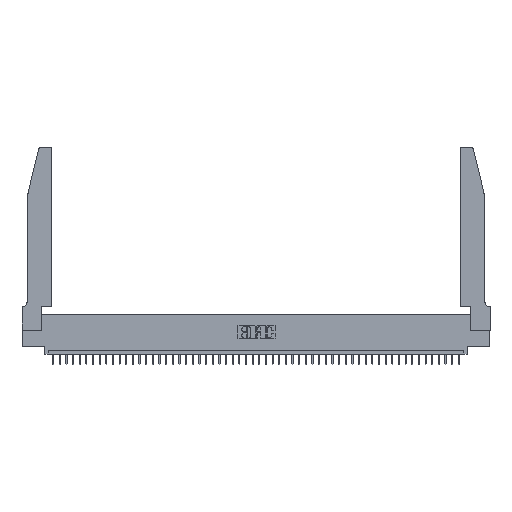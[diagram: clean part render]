
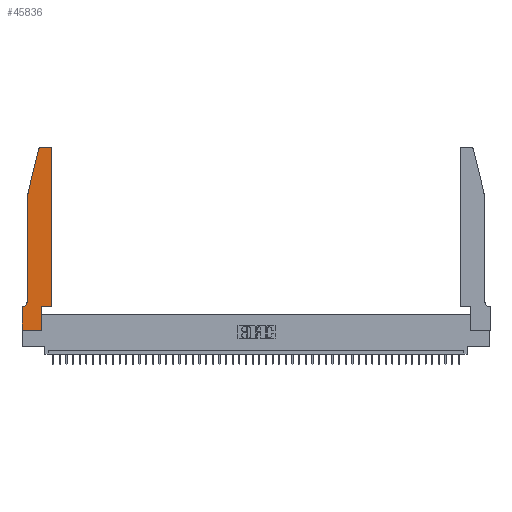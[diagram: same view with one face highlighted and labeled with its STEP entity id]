
A CAD part, top view. The second image highlights one B-rep face of the part: STEP entity #45836.
In plain terms, the highlighted planar face has unit normal (0, 0, 1).
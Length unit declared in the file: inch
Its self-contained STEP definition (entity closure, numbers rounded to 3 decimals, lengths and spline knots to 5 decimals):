
#263 = CARTESIAN_POINT ( 'NONE',  ( 0.2865, 0.35, 0.37 ) ) ;
#413 = ORIENTED_EDGE ( 'NONE', *, *, #45103, .T. ) ;
#1042 = VECTOR ( 'NONE', #3726, 39.37008 ) ;
#1128 = CARTESIAN_POINT ( 'NONE',  ( 0.4505, 0.35, 0.37 ) ) ;
#1478 = CARTESIAN_POINT ( 'NONE',  ( 0., 0., 0.37 ) ) ;
#1555 = EDGE_LOOP ( 'NONE', ( #413, #25552, #19320, #38652, #29260, #42852, #47990, #44982, #36826, #33195, #38220, #26803 ) ) ;
#1601 = VERTEX_POINT ( 'NONE', #40700 ) ;
#2599 = EDGE_CURVE ( 'NONE', #1601, #48484, #40934, .T. ) ;
#2695 = LINE ( 'NONE', #48583, #15799 ) ;
#2887 = DIRECTION ( 'NONE',  ( 0., -1., 0. ) ) ;
#3115 = AXIS2_PLACEMENT_3D ( 'NONE', #6451, #31036, #35155 ) ;
#3726 = DIRECTION ( 'NONE',  ( -1., 0., 0. ) ) ;
#4480 = EDGE_CURVE ( 'NONE', #24406, #48108, #47769, .T. ) ;
#4747 = VECTOR ( 'NONE', #35672, 39.37008 ) ;
#5828 = CARTESIAN_POINT ( 'NONE',  ( 0.284, 2.75, 0.37 ) ) ;
#6055 = CARTESIAN_POINT ( 'NONE',  ( 0.0755, 0.42, 0.37 ) ) ;
#6451 = CARTESIAN_POINT ( 'NONE',  ( 0.4205, 2.72, 0.37 ) ) ;
#6949 = DIRECTION ( 'NONE',  ( 0., 1., 0. ) ) ;
#8155 = LINE ( 'NONE', #1128, #40708 ) ;
#8790 = VERTEX_POINT ( 'NONE', #5828 ) ;
#9352 = DIRECTION ( 'NONE',  ( 1., 0., 0. ) ) ;
#9797 = CARTESIAN_POINT ( 'NONE',  ( 0.0055, 0.42, 0.37 ) ) ;
#10116 = DIRECTION ( 'NONE',  ( 1., 0., 0. ) ) ;
#10385 = LINE ( 'NONE', #20127, #12128 ) ;
#10640 = CARTESIAN_POINT ( 'NONE',  ( 0., 0., 0.37 ) ) ;
#11748 = VERTEX_POINT ( 'NONE', #44468 ) ;
#12128 = VECTOR ( 'NONE', #2887, 39.37008 ) ;
#12165 = CARTESIAN_POINT ( 'NONE',  ( 0.0755, 2., 0.37 ) ) ;
#12938 = CARTESIAN_POINT ( 'NONE',  ( 0.0755, 2., 0.37 ) ) ;
#12944 = EDGE_CURVE ( 'NONE', #21039, #33180, #10385, .T. ) ;
#15214 = EDGE_CURVE ( 'NONE', #8790, #16392, #23122, .T. ) ;
#15789 = DIRECTION ( 'NONE',  ( 0., 1., 0. ) ) ;
#15799 = VECTOR ( 'NONE', #6949, 39.37008 ) ;
#15929 = FACE_OUTER_BOUND ( 'NONE', #1555, .T. ) ;
#16280 = CARTESIAN_POINT ( 'NONE',  ( 0., 0., 0.37 ) ) ;
#16346 = AXIS2_PLACEMENT_3D ( 'NONE', #33463, #44219, #44570 ) ;
#16392 = VERTEX_POINT ( 'NONE', #39960 ) ;
#17279 = EDGE_CURVE ( 'NONE', #33180, #11748, #38691, .T. ) ;
#18873 = DIRECTION ( 'NONE',  ( 0., 0., 1. ) ) ;
#19320 = ORIENTED_EDGE ( 'NONE', *, *, #34119, .T. ) ;
#20127 = CARTESIAN_POINT ( 'NONE',  ( 0.0755, 2., 0.37 ) ) ;
#21039 = VERTEX_POINT ( 'NONE', #12938 ) ;
#21269 = LINE ( 'NONE', #37835, #1042 ) ;
#21312 = CARTESIAN_POINT ( 'NONE',  ( 0.4505, 0.35, 0.37 ) ) ;
#22190 = DIRECTION ( 'NONE',  ( 1., 0., 0. ) ) ;
#22572 = VECTOR ( 'NONE', #15789, 39.37008 ) ;
#23122 = CIRCLE ( 'NONE', #37540, 0.03 ) ;
#24076 = EDGE_CURVE ( 'NONE', #48484, #25875, #8155, .T. ) ;
#24406 = VERTEX_POINT ( 'NONE', #24496 ) ;
#24496 = CARTESIAN_POINT ( 'NONE',  ( 0.4505, 2.72, 0.37 ) ) ;
#24736 = CARTESIAN_POINT ( 'NONE',  ( 0.2865, 0.35, 0.37 ) ) ;
#25552 = ORIENTED_EDGE ( 'NONE', *, *, #15214, .T. ) ;
#25875 = VERTEX_POINT ( 'NONE', #21312 ) ;
#26158 = VERTEX_POINT ( 'NONE', #42752 ) ;
#26183 = VECTOR ( 'NONE', #31132, 39.37008 ) ;
#26803 = ORIENTED_EDGE ( 'NONE', *, *, #4480, .T. ) ;
#29260 = ORIENTED_EDGE ( 'NONE', *, *, #17279, .T. ) ;
#29659 = LINE ( 'NONE', #31865, #4747 ) ;
#30399 = CARTESIAN_POINT ( 'NONE',  ( 0.284, 2.72, 0.37 ) ) ;
#31036 = DIRECTION ( 'NONE',  ( 0., 0., 1. ) ) ;
#31132 = DIRECTION ( 'NONE',  ( -0.239, -0.971, 0. ) ) ;
#31148 = EDGE_CURVE ( 'NONE', #11748, #26158, #21269, .T. ) ;
#31622 = LINE ( 'NONE', #10640, #41707 ) ;
#31865 = CARTESIAN_POINT ( 'NONE',  ( 0.2605, 2.75, 0.37 ) ) ;
#31923 = LINE ( 'NONE', #16280, #36683 ) ;
#31966 = AXIS2_PLACEMENT_3D ( 'NONE', #9797, #32904, #47450 ) ;
#32904 = DIRECTION ( 'NONE',  ( 0., 0., -1. ) ) ;
#33180 = VERTEX_POINT ( 'NONE', #6055 ) ;
#33195 = ORIENTED_EDGE ( 'NONE', *, *, #24076, .T. ) ;
#33463 = CARTESIAN_POINT ( 'NONE',  ( 0., 0.35, 0.37 ) ) ;
#34119 = EDGE_CURVE ( 'NONE', #16392, #21039, #46246, .T. ) ;
#35155 = DIRECTION ( 'NONE',  ( 1., 0., 0. ) ) ;
#35672 = DIRECTION ( 'NONE',  ( -1., 0., 0. ) ) ;
#36683 = VECTOR ( 'NONE', #9352, 39.37008 ) ;
#36826 = ORIENTED_EDGE ( 'NONE', *, *, #2599, .T. ) ;
#36830 = EDGE_CURVE ( 'NONE', #26158, #42872, #31622, .T. ) ;
#37085 = DIRECTION ( 'NONE',  ( 0., -1., 0. ) ) ;
#37540 = AXIS2_PLACEMENT_3D ( 'NONE', #30399, #18873, #22190 ) ;
#37835 = CARTESIAN_POINT ( 'NONE',  ( 0.0755, 0.35, 0.37 ) ) ;
#38220 = ORIENTED_EDGE ( 'NONE', *, *, #41946, .T. ) ;
#38652 = ORIENTED_EDGE ( 'NONE', *, *, #12944, .T. ) ;
#38691 = CIRCLE ( 'NONE', #31966, 0.07 ) ;
#39194 = CARTESIAN_POINT ( 'NONE',  ( 0.4205, 2.75, 0.37 ) ) ;
#39960 = CARTESIAN_POINT ( 'NONE',  ( 0.25487, 2.72718, 0.37 ) ) ;
#40700 = CARTESIAN_POINT ( 'NONE',  ( 0.2865, 0., 0.37 ) ) ;
#40708 = VECTOR ( 'NONE', #10116, 39.37008 ) ;
#40740 = PLANE ( 'NONE',  #16346 ) ;
#40934 = LINE ( 'NONE', #24736, #22572 ) ;
#41707 = VECTOR ( 'NONE', #37085, 39.37008 ) ;
#41946 = EDGE_CURVE ( 'NONE', #25875, #24406, #2695, .T. ) ;
#42752 = CARTESIAN_POINT ( 'NONE',  ( 0., 0.35, 0.37 ) ) ;
#42852 = ORIENTED_EDGE ( 'NONE', *, *, #31148, .T. ) ;
#42872 = VERTEX_POINT ( 'NONE', #1478 ) ;
#44219 = DIRECTION ( 'NONE',  ( 0., 0., 1. ) ) ;
#44468 = CARTESIAN_POINT ( 'NONE',  ( 0.0055, 0.35, 0.37 ) ) ;
#44570 = DIRECTION ( 'NONE',  ( 1., 0., 0. ) ) ;
#44982 = ORIENTED_EDGE ( 'NONE', *, *, #45645, .T. ) ;
#45103 = EDGE_CURVE ( 'NONE', #48108, #8790, #29659, .T. ) ;
#45645 = EDGE_CURVE ( 'NONE', #42872, #1601, #31923, .T. ) ;
#45836 = ADVANCED_FACE ( 'NONE', ( #15929 ), #40740, .T. ) ;
#46246 = LINE ( 'NONE', #12165, #26183 ) ;
#47450 = DIRECTION ( 'NONE',  ( -1., 0., 0. ) ) ;
#47769 = CIRCLE ( 'NONE', #3115, 0.03 ) ;
#47990 = ORIENTED_EDGE ( 'NONE', *, *, #36830, .T. ) ;
#48108 = VERTEX_POINT ( 'NONE', #39194 ) ;
#48484 = VERTEX_POINT ( 'NONE', #263 ) ;
#48583 = CARTESIAN_POINT ( 'NONE',  ( 0.4505, 0.35, 0.37 ) ) ;
